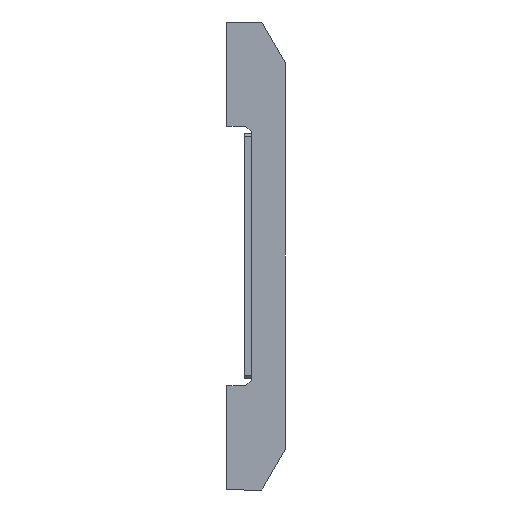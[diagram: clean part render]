
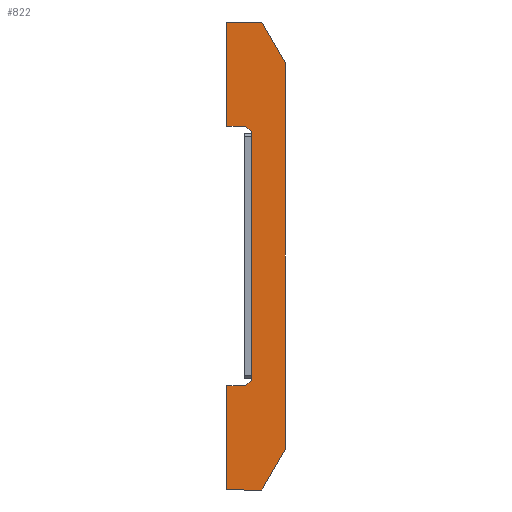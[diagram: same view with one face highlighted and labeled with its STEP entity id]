
A CAD part, left-side view. The second image highlights one B-rep face of the part: STEP entity #822.
In plain terms, the highlighted planar face has unit normal (-1, 0, 0).
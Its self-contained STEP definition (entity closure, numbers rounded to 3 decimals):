
#32=DIRECTION('',(0.,-1.,0.));
#33=VECTOR('',#32,16.05);
#34=CARTESIAN_POINT('',(-50.,0.,311.));
#35=LINE('',#34,#33);
#84=DIRECTION('',(0.,1.,0.));
#85=VECTOR('',#84,30.);
#86=CARTESIAN_POINT('',(-50.,-30.,400.));
#87=LINE('',#86,#85);
#128=DIRECTION('',(0.,0.,1.));
#129=VECTOR('',#128,212.101);
#130=CARTESIAN_POINT('',(-50.,-21.,93.95));
#131=LINE('',#130,#129);
#167=DIRECTION('',(0.,-1.,0.));
#168=VECTOR('',#167,30.);
#169=CARTESIAN_POINT('',(-50.,0.,0.));
#170=LINE('',#169,#168);
#187=DIRECTION('',(0.,-1.,0.));
#188=VECTOR('',#187,16.05);
#189=CARTESIAN_POINT('',(-50.,0.,89.));
#190=LINE('',#189,#188);
#191=DIRECTION('',(0.,0.707,-0.707));
#192=VECTOR('',#191,7.);
#193=CARTESIAN_POINT('',(-50.,-21.,93.95));
#194=LINE('',#193,#192);
#195=DIRECTION('',(0.,-0.707,-0.707));
#196=VECTOR('',#195,7.);
#197=CARTESIAN_POINT('',(-50.,-16.05,311.));
#198=LINE('',#197,#196);
#199=DIRECTION('',(0.,0.,1.));
#200=VECTOR('',#199,89.);
#201=CARTESIAN_POINT('',(-50.,0.,311.));
#202=LINE('',#201,#200);
#203=DIRECTION('',(0.,0.5,0.866));
#204=VECTOR('',#203,40.);
#205=CARTESIAN_POINT('',(-50.,-50.,365.359));
#206=LINE('',#205,#204);
#207=DIRECTION('',(0.,0.,1.));
#208=VECTOR('',#207,330.718);
#209=CARTESIAN_POINT('',(-50.,-50.,34.641));
#210=LINE('',#209,#208);
#211=DIRECTION('',(0.,-0.5,0.866));
#212=VECTOR('',#211,40.);
#213=CARTESIAN_POINT('',(-50.,-30.,0.));
#214=LINE('',#213,#212);
#223=DIRECTION('',(0.,0.,-1.));
#224=VECTOR('',#223,89.);
#225=CARTESIAN_POINT('',(-50.,0.,89.));
#226=LINE('',#225,#224);
#455=CARTESIAN_POINT('',(-50.,-30.,400.));
#457=VERTEX_POINT('',#455);
#459=CARTESIAN_POINT('',(-50.,-50.,34.641));
#461=VERTEX_POINT('',#459);
#463=CARTESIAN_POINT('',(-50.,-50.,365.359));
#465=VERTEX_POINT('',#463);
#477=CARTESIAN_POINT('',(-50.,-30.,0.));
#478=VERTEX_POINT('',#477);
#479=CARTESIAN_POINT('',(-50.,-21.,93.95));
#480=CARTESIAN_POINT('',(-50.,-16.05,89.));
#481=VERTEX_POINT('',#479);
#482=VERTEX_POINT('',#480);
#483=CARTESIAN_POINT('',(-50.,-21.,306.05));
#484=VERTEX_POINT('',#483);
#485=CARTESIAN_POINT('',(-50.,-16.05,311.));
#486=VERTEX_POINT('',#485);
#541=CARTESIAN_POINT('',(-50.,0.,89.));
#542=CARTESIAN_POINT('',(-50.,0.,0.));
#543=VERTEX_POINT('',#541);
#544=VERTEX_POINT('',#542);
#545=CARTESIAN_POINT('',(-50.,0.,311.));
#546=CARTESIAN_POINT('',(-50.,0.,400.));
#547=VERTEX_POINT('',#545);
#548=VERTEX_POINT('',#546);
#798=CARTESIAN_POINT('',(-50.,-50.,400.));
#799=DIRECTION('',(-1.,0.,0.));
#800=DIRECTION('',(0.,0.,1.));
#801=AXIS2_PLACEMENT_3D('',#798,#799,#800);
#802=PLANE('',#801);
#803=ORIENTED_EDGE('',*,*,#782,.F.);
#805=ORIENTED_EDGE('',*,*,#804,.F.);
#806=ORIENTED_EDGE('',*,*,#740,.T.);
#807=ORIENTED_EDGE('',*,*,#726,.F.);
#808=ORIENTED_EDGE('',*,*,#712,.T.);
#809=ORIENTED_EDGE('',*,*,#698,.F.);
#810=ORIENTED_EDGE('',*,*,#598,.F.);
#812=ORIENTED_EDGE('',*,*,#811,.T.);
#813=ORIENTED_EDGE('',*,*,#648,.F.);
#815=ORIENTED_EDGE('',*,*,#814,.F.);
#817=ORIENTED_EDGE('',*,*,#816,.F.);
#819=ORIENTED_EDGE('',*,*,#818,.F.);
#820=EDGE_LOOP('',(#803,#805,#806,#807,#808,#809,#810,#812,#813,#815,#817,
#819));
#821=FACE_OUTER_BOUND('',#820,.F.);
#822=ADVANCED_FACE('',(#821),#802,.T.);
#598=EDGE_CURVE('',#547,#486,#35,.T.);
#648=EDGE_CURVE('',#457,#548,#87,.T.);
#698=EDGE_CURVE('',#486,#484,#198,.T.);
#712=EDGE_CURVE('',#481,#484,#131,.T.);
#726=EDGE_CURVE('',#481,#482,#194,.T.);
#740=EDGE_CURVE('',#543,#482,#190,.T.);
#782=EDGE_CURVE('',#544,#478,#170,.T.);
#804=EDGE_CURVE('',#543,#544,#226,.T.);
#811=EDGE_CURVE('',#547,#548,#202,.T.);
#814=EDGE_CURVE('',#465,#457,#206,.T.);
#816=EDGE_CURVE('',#461,#465,#210,.T.);
#818=EDGE_CURVE('',#478,#461,#214,.T.);
